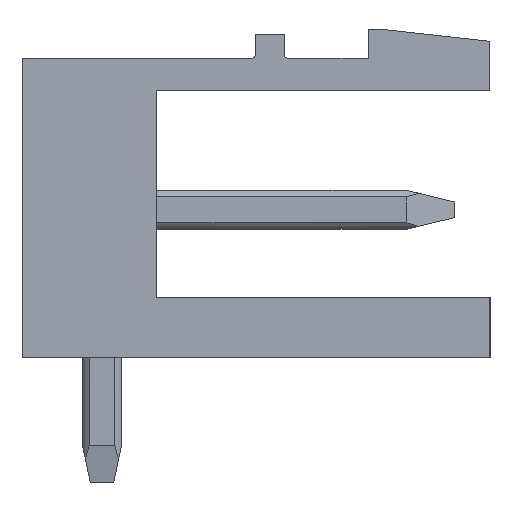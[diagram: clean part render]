
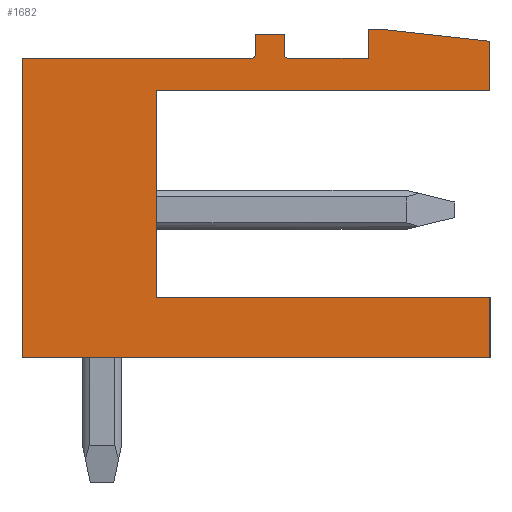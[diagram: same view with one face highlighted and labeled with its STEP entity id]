
A CAD part, left-side view. The second image highlights one B-rep face of the part: STEP entity #1682.
In plain terms, the highlighted planar face has unit normal (-1, 0, 0).
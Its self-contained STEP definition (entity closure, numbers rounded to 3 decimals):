
#396=AXIS2_PLACEMENT_3D('Circle Axis2P3D',#394,#395,$) ;
#527=AXIS2_PLACEMENT_3D('Circle Axis2P3D',#525,#526,$) ;
#1623=AXIS2_PLACEMENT_3D('Plane Axis2P3D',#1620,#1621,#1622) ;
#49=CARTESIAN_POINT('Vertex',(0.,2.8,11.63)) ;
#52=CARTESIAN_POINT('Line Origine',(0.,1.4,11.475)) ;
#56=CARTESIAN_POINT('Vertex',(0.,0.,11.32)) ;
#87=CARTESIAN_POINT('Vertex',(0.,3.12,11.63)) ;
#90=CARTESIAN_POINT('Line Origine',(0.,2.96,11.63)) ;
#328=CARTESIAN_POINT('Vertex',(0.,3.12,10.88)) ;
#331=CARTESIAN_POINT('Line Origine',(0.,3.12,11.255)) ;
#391=CARTESIAN_POINT('Vertex',(0.,5.27,10.98)) ;
#394=CARTESIAN_POINT('Axis2P3D Location',(0.,5.17,10.98)) ;
#398=CARTESIAN_POINT('Vertex',(0.,5.17,10.88)) ;
#429=CARTESIAN_POINT('Vertex',(0.,5.27,11.5)) ;
#432=CARTESIAN_POINT('Line Origine',(0.,5.27,11.24)) ;
#460=CARTESIAN_POINT('Vertex',(0.,6.02,11.5)) ;
#463=CARTESIAN_POINT('Line Origine',(0.,5.645,11.5)) ;
#491=CARTESIAN_POINT('Vertex',(0.,6.02,10.98)) ;
#494=CARTESIAN_POINT('Line Origine',(0.,6.02,11.24)) ;
#522=CARTESIAN_POINT('Vertex',(0.,6.12,10.88)) ;
#525=CARTESIAN_POINT('Axis2P3D Location',(0.,6.12,10.98)) ;
#553=CARTESIAN_POINT('Vertex',(0.,12.,10.88)) ;
#556=CARTESIAN_POINT('Line Origine',(0.,9.06,10.88)) ;
#584=CARTESIAN_POINT('Vertex',(0.,12.,3.2)) ;
#587=CARTESIAN_POINT('Line Origine',(0.,12.,7.04)) ;
#615=CARTESIAN_POINT('Vertex',(0.,0.,3.2)) ;
#618=CARTESIAN_POINT('Line Origine',(0.,6.,3.2)) ;
#1620=CARTESIAN_POINT('Axis2P3D Location',(0.,0.,0.)) ;
#1625=CARTESIAN_POINT('Line Origine',(0.,8.55,7.4)) ;
#1629=CARTESIAN_POINT('Vertex',(0.,8.55,4.74)) ;
#1631=CARTESIAN_POINT('Vertex',(0.,8.55,10.06)) ;
#1634=CARTESIAN_POINT('Line Origine',(0.,4.275,10.06)) ;
#1638=CARTESIAN_POINT('Vertex',(0.,0.,10.06)) ;
#1641=CARTESIAN_POINT('Line Origine',(0.,0.,10.69)) ;
#1646=CARTESIAN_POINT('Line Origine',(0.,4.145,10.88)) ;
#1651=CARTESIAN_POINT('Line Origine',(0.,0.,3.97)) ;
#1655=CARTESIAN_POINT('Vertex',(0.,0.,4.74)) ;
#1658=CARTESIAN_POINT('Line Origine',(0.,4.275,4.74)) ;
#53=DIRECTION('Vector Direction',(0.,0.994,0.11)) ;
#91=DIRECTION('Vector Direction',(0.,-1.,0.)) ;
#332=DIRECTION('Vector Direction',(0.,0.,-1.)) ;
#395=DIRECTION('Axis2P3D Direction',(-1.,0.,0.)) ;
#433=DIRECTION('Vector Direction',(0.,0.,-1.)) ;
#464=DIRECTION('Vector Direction',(0.,1.,0.)) ;
#495=DIRECTION('Vector Direction',(0.,0.,-1.)) ;
#526=DIRECTION('Axis2P3D Direction',(-1.,0.,0.)) ;
#557=DIRECTION('Vector Direction',(0.,1.,0.)) ;
#588=DIRECTION('Vector Direction',(0.,0.,-1.)) ;
#619=DIRECTION('Vector Direction',(0.,1.,0.)) ;
#1621=DIRECTION('Axis2P3D Direction',(-1.,0.,0.)) ;
#1622=DIRECTION('Axis2P3D XDirection',(0.,-1.,0.)) ;
#1626=DIRECTION('Vector Direction',(0.,0.,-1.)) ;
#1635=DIRECTION('Vector Direction',(0.,1.,0.)) ;
#1642=DIRECTION('Vector Direction',(0.,0.,1.)) ;
#1647=DIRECTION('Vector Direction',(0.,1.,0.)) ;
#1652=DIRECTION('Vector Direction',(0.,0.,-1.)) ;
#1659=DIRECTION('Vector Direction',(0.,-1.,0.)) ;
#54=VECTOR('Line Direction',#53,1.) ;
#92=VECTOR('Line Direction',#91,1.) ;
#333=VECTOR('Line Direction',#332,1.) ;
#434=VECTOR('Line Direction',#433,1.) ;
#465=VECTOR('Line Direction',#464,1.) ;
#496=VECTOR('Line Direction',#495,1.) ;
#558=VECTOR('Line Direction',#557,1.) ;
#589=VECTOR('Line Direction',#588,1.) ;
#620=VECTOR('Line Direction',#619,1.) ;
#1627=VECTOR('Line Direction',#1626,1.) ;
#1636=VECTOR('Line Direction',#1635,1.) ;
#1643=VECTOR('Line Direction',#1642,1.) ;
#1648=VECTOR('Line Direction',#1647,1.) ;
#1653=VECTOR('Line Direction',#1652,1.) ;
#1660=VECTOR('Line Direction',#1659,1.) ;
#1664=ORIENTED_EDGE('',*,*,#1633,.T.) ;
#1665=ORIENTED_EDGE('',*,*,#1640,.T.) ;
#1666=ORIENTED_EDGE('',*,*,#1645,.T.) ;
#1667=ORIENTED_EDGE('',*,*,#58,.T.) ;
#1668=ORIENTED_EDGE('',*,*,#94,.T.) ;
#1669=ORIENTED_EDGE('',*,*,#335,.T.) ;
#1670=ORIENTED_EDGE('',*,*,#1650,.T.) ;
#1671=ORIENTED_EDGE('',*,*,#400,.T.) ;
#1672=ORIENTED_EDGE('',*,*,#436,.T.) ;
#1673=ORIENTED_EDGE('',*,*,#467,.T.) ;
#1674=ORIENTED_EDGE('',*,*,#498,.T.) ;
#1675=ORIENTED_EDGE('',*,*,#529,.T.) ;
#1676=ORIENTED_EDGE('',*,*,#560,.T.) ;
#1677=ORIENTED_EDGE('',*,*,#591,.T.) ;
#1678=ORIENTED_EDGE('',*,*,#622,.T.) ;
#1679=ORIENTED_EDGE('',*,*,#1657,.T.) ;
#1680=ORIENTED_EDGE('',*,*,#1662,.T.) ;
#1682=ADVANCED_FACE('Housing',(#1681),#1624,.T.) ;
#397=CIRCLE('generated circle',#396,0.1) ;
#528=CIRCLE('generated circle',#527,0.1) ;
#58=EDGE_CURVE('',#57,#50,#55,.T.) ;
#94=EDGE_CURVE('',#50,#88,#93,.F.) ;
#335=EDGE_CURVE('',#88,#329,#334,.T.) ;
#400=EDGE_CURVE('',#399,#392,#397,.F.) ;
#436=EDGE_CURVE('',#392,#430,#435,.F.) ;
#467=EDGE_CURVE('',#430,#461,#466,.T.) ;
#498=EDGE_CURVE('',#461,#492,#497,.T.) ;
#529=EDGE_CURVE('',#492,#523,#528,.F.) ;
#560=EDGE_CURVE('',#523,#554,#559,.T.) ;
#591=EDGE_CURVE('',#554,#585,#590,.T.) ;
#622=EDGE_CURVE('',#585,#616,#621,.F.) ;
#1633=EDGE_CURVE('',#1630,#1632,#1628,.F.) ;
#1640=EDGE_CURVE('',#1632,#1639,#1637,.F.) ;
#1645=EDGE_CURVE('',#1639,#57,#1644,.T.) ;
#1650=EDGE_CURVE('',#329,#399,#1649,.T.) ;
#1657=EDGE_CURVE('',#616,#1656,#1654,.F.) ;
#1662=EDGE_CURVE('',#1656,#1630,#1661,.F.) ;
#1663=EDGE_LOOP('',(#1664,#1665,#1666,#1667,#1668,#1669,#1670,#1671,#1672,#1673,#1674,#1675,#1676,#1677,#1678,#1679,#1680)) ;
#1681=FACE_OUTER_BOUND('',#1663,.T.) ;
#55=LINE('Line',#52,#54) ;
#93=LINE('Line',#90,#92) ;
#334=LINE('Line',#331,#333) ;
#435=LINE('Line',#432,#434) ;
#466=LINE('Line',#463,#465) ;
#497=LINE('Line',#494,#496) ;
#559=LINE('Line',#556,#558) ;
#590=LINE('Line',#587,#589) ;
#621=LINE('Line',#618,#620) ;
#1628=LINE('Line',#1625,#1627) ;
#1637=LINE('Line',#1634,#1636) ;
#1644=LINE('Line',#1641,#1643) ;
#1649=LINE('Line',#1646,#1648) ;
#1654=LINE('Line',#1651,#1653) ;
#1661=LINE('Line',#1658,#1660) ;
#1624=PLANE('',#1623) ;
#50=VERTEX_POINT('',#49) ;
#57=VERTEX_POINT('',#56) ;
#88=VERTEX_POINT('',#87) ;
#329=VERTEX_POINT('',#328) ;
#392=VERTEX_POINT('',#391) ;
#399=VERTEX_POINT('',#398) ;
#430=VERTEX_POINT('',#429) ;
#461=VERTEX_POINT('',#460) ;
#492=VERTEX_POINT('',#491) ;
#523=VERTEX_POINT('',#522) ;
#554=VERTEX_POINT('',#553) ;
#585=VERTEX_POINT('',#584) ;
#616=VERTEX_POINT('',#615) ;
#1630=VERTEX_POINT('',#1629) ;
#1632=VERTEX_POINT('',#1631) ;
#1639=VERTEX_POINT('',#1638) ;
#1656=VERTEX_POINT('',#1655) ;
